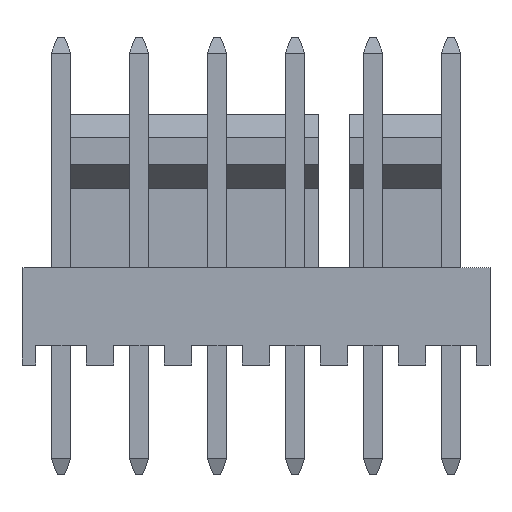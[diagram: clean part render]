
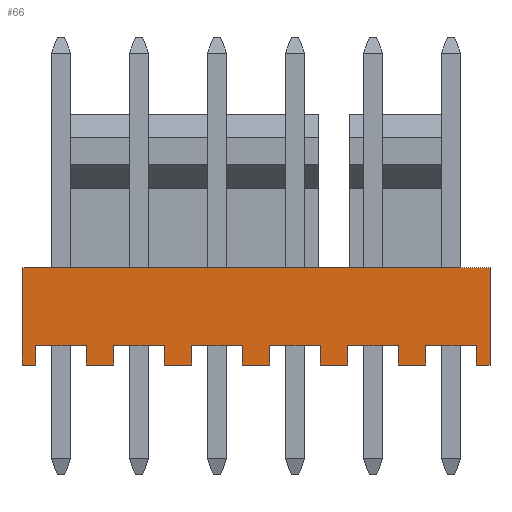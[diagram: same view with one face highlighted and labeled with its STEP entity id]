
A CAD part, top view. The second image highlights one B-rep face of the part: STEP entity #66.
In plain terms, the highlighted planar face has unit normal (0, 0, 1).
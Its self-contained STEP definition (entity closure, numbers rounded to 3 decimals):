
#66=ADVANCED_FACE('',(#243),#244,.T.);
#243=FACE_OUTER_BOUND('',#593,.T.);
#244=PLANE('',#594);
#593=EDGE_LOOP('',(#951,#952,#953,#954,#955,#956,#957,#958,#959,#960,#961,#962,#963,#964,#965,#966,#967,#968,#969,#970,#971,#972,#973,#974,#975,#976,#977,#978));
#594=AXIS2_PLACEMENT_3D('',#979,#980,#981);
#951=ORIENTED_EDGE('',*,*,#2226,.F.);
#952=ORIENTED_EDGE('',*,*,#2227,.F.);
#953=ORIENTED_EDGE('',*,*,#2228,.T.);
#954=ORIENTED_EDGE('',*,*,#2229,.T.);
#955=ORIENTED_EDGE('',*,*,#2230,.F.);
#956=ORIENTED_EDGE('',*,*,#2231,.F.);
#957=ORIENTED_EDGE('',*,*,#2232,.T.);
#958=ORIENTED_EDGE('',*,*,#2233,.T.);
#959=ORIENTED_EDGE('',*,*,#2234,.F.);
#960=ORIENTED_EDGE('',*,*,#2235,.F.);
#961=ORIENTED_EDGE('',*,*,#2236,.T.);
#962=ORIENTED_EDGE('',*,*,#2237,.T.);
#963=ORIENTED_EDGE('',*,*,#2238,.F.);
#964=ORIENTED_EDGE('',*,*,#2239,.F.);
#965=ORIENTED_EDGE('',*,*,#2240,.T.);
#966=ORIENTED_EDGE('',*,*,#2241,.T.);
#967=ORIENTED_EDGE('',*,*,#2242,.F.);
#968=ORIENTED_EDGE('',*,*,#2243,.F.);
#969=ORIENTED_EDGE('',*,*,#2244,.T.);
#970=ORIENTED_EDGE('',*,*,#2245,.T.);
#971=ORIENTED_EDGE('',*,*,#2246,.F.);
#972=ORIENTED_EDGE('',*,*,#2247,.F.);
#973=ORIENTED_EDGE('',*,*,#2248,.T.);
#974=ORIENTED_EDGE('',*,*,#2249,.F.);
#975=ORIENTED_EDGE('',*,*,#2250,.F.);
#976=ORIENTED_EDGE('',*,*,#2221,.T.);
#977=ORIENTED_EDGE('',*,*,#2251,.T.);
#978=ORIENTED_EDGE('',*,*,#2252,.T.);
#979=CARTESIAN_POINT('',(-7.62,1.588,3.099));
#980=DIRECTION('',(0.0,0.0,1.0));
#981=DIRECTION('',(1.0,-0.0,0.0));
#2221=EDGE_CURVE('',#2645,#2649,#2651,.T.);
#2226=EDGE_CURVE('',#2660,#2661,#2662,.T.);
#2227=EDGE_CURVE('',#2663,#2660,#2664,.T.);
#2228=EDGE_CURVE('',#2663,#2665,#2666,.T.);
#2229=EDGE_CURVE('',#2665,#2667,#2668,.T.);
#2230=EDGE_CURVE('',#2669,#2667,#2670,.T.);
#2231=EDGE_CURVE('',#2671,#2669,#2672,.T.);
#2232=EDGE_CURVE('',#2671,#2673,#2674,.T.);
#2233=EDGE_CURVE('',#2673,#2675,#2676,.T.);
#2234=EDGE_CURVE('',#2677,#2675,#2678,.T.);
#2235=EDGE_CURVE('',#2679,#2677,#2680,.T.);
#2236=EDGE_CURVE('',#2679,#2681,#2682,.T.);
#2237=EDGE_CURVE('',#2681,#2683,#2684,.T.);
#2238=EDGE_CURVE('',#2685,#2683,#2686,.T.);
#2239=EDGE_CURVE('',#2687,#2685,#2688,.T.);
#2240=EDGE_CURVE('',#2687,#2689,#2690,.T.);
#2241=EDGE_CURVE('',#2689,#2691,#2692,.T.);
#2242=EDGE_CURVE('',#2693,#2691,#2694,.T.);
#2243=EDGE_CURVE('',#2695,#2693,#2696,.T.);
#2244=EDGE_CURVE('',#2695,#2697,#2698,.T.);
#2245=EDGE_CURVE('',#2697,#2699,#2700,.T.);
#2246=EDGE_CURVE('',#2701,#2699,#2702,.T.);
#2247=EDGE_CURVE('',#2703,#2701,#2704,.T.);
#2248=EDGE_CURVE('',#2703,#2705,#2706,.T.);
#2249=EDGE_CURVE('',#2707,#2705,#2708,.T.);
#2250=EDGE_CURVE('',#2645,#2707,#2709,.T.);
#2251=EDGE_CURVE('',#2649,#2710,#2711,.T.);
#2252=EDGE_CURVE('',#2710,#2661,#2712,.T.);
#2645=VERTEX_POINT('',#3279);
#2649=VERTEX_POINT('',#3285);
#2651=LINE('',#3288,#3289);
#2660=VERTEX_POINT('',#3302);
#2661=VERTEX_POINT('',#3303);
#2662=LINE('',#3304,#3305);
#2663=VERTEX_POINT('',#3306);
#2664=LINE('',#3307,#3308);
#2665=VERTEX_POINT('',#3309);
#2666=LINE('',#3310,#3311);
#2667=VERTEX_POINT('',#3312);
#2668=LINE('',#3313,#3314);
#2669=VERTEX_POINT('',#3315);
#2670=LINE('',#3316,#3317);
#2671=VERTEX_POINT('',#3318);
#2672=LINE('',#3319,#3320);
#2673=VERTEX_POINT('',#3321);
#2674=LINE('',#3322,#3323);
#2675=VERTEX_POINT('',#3324);
#2676=LINE('',#3325,#3326);
#2677=VERTEX_POINT('',#3327);
#2678=LINE('',#3328,#3329);
#2679=VERTEX_POINT('',#3330);
#2680=LINE('',#3331,#3332);
#2681=VERTEX_POINT('',#3333);
#2682=LINE('',#3334,#3335);
#2683=VERTEX_POINT('',#3336);
#2684=LINE('',#3337,#3338);
#2685=VERTEX_POINT('',#3339);
#2686=LINE('',#3340,#3341);
#2687=VERTEX_POINT('',#3342);
#2688=LINE('',#3343,#3344);
#2689=VERTEX_POINT('',#3345);
#2690=LINE('',#3346,#3347);
#2691=VERTEX_POINT('',#3348);
#2692=LINE('',#3349,#3350);
#2693=VERTEX_POINT('',#3351);
#2694=LINE('',#3352,#3353);
#2695=VERTEX_POINT('',#3354);
#2696=LINE('',#3355,#3356);
#2697=VERTEX_POINT('',#3357);
#2698=LINE('',#3358,#3359);
#2699=VERTEX_POINT('',#3360);
#2700=LINE('',#3361,#3362);
#2701=VERTEX_POINT('',#3363);
#2702=LINE('',#3364,#3365);
#2703=VERTEX_POINT('',#3366);
#2704=LINE('',#3367,#3368);
#2705=VERTEX_POINT('',#3369);
#2706=LINE('',#3370,#3371);
#2707=VERTEX_POINT('',#3372);
#2708=LINE('',#3373,#3374);
#2709=LINE('',#3375,#3376);
#2710=VERTEX_POINT('',#3377);
#2711=LINE('',#3378,#3379);
#2712=LINE('',#3380,#3381);
#3279=CARTESIAN_POINT('',(-7.62,1.588,3.099));
#3285=CARTESIAN_POINT('',(-7.62,-1.588,3.099));
#3288=CARTESIAN_POINT('',(-7.62,1.588,3.099));
#3289=VECTOR('',#4305,3.175);
#3302=CARTESIAN_POINT('',(-5.525,-0.953,3.099));
#3303=CARTESIAN_POINT('',(-7.176,-0.953,3.099));
#3304=CARTESIAN_POINT('',(-5.525,-0.953,3.099));
#3305=VECTOR('',#4310,1.651);
#3306=CARTESIAN_POINT('',(-5.525,-1.588,3.099));
#3307=CARTESIAN_POINT('',(-5.525,-1.588,3.099));
#3308=VECTOR('',#4311,0.635);
#3309=CARTESIAN_POINT('',(-4.636,-1.588,3.099));
#3310=CARTESIAN_POINT('',(-5.525,-1.588,3.099));
#3311=VECTOR('',#4312,0.889);
#3312=CARTESIAN_POINT('',(-4.636,-0.953,3.099));
#3313=CARTESIAN_POINT('',(-4.636,-1.588,3.099));
#3314=VECTOR('',#4313,0.635);
#3315=CARTESIAN_POINT('',(-2.985,-0.953,3.099));
#3316=CARTESIAN_POINT('',(-2.985,-0.953,3.099));
#3317=VECTOR('',#4314,1.651);
#3318=CARTESIAN_POINT('',(-2.985,-1.588,3.099));
#3319=CARTESIAN_POINT('',(-2.985,-1.588,3.099));
#3320=VECTOR('',#4315,0.635);
#3321=CARTESIAN_POINT('',(-2.096,-1.588,3.099));
#3322=CARTESIAN_POINT('',(-2.985,-1.588,3.099));
#3323=VECTOR('',#4316,0.889);
#3324=CARTESIAN_POINT('',(-2.096,-0.953,3.099));
#3325=CARTESIAN_POINT('',(-2.096,-1.588,3.099));
#3326=VECTOR('',#4317,0.635);
#3327=CARTESIAN_POINT('',(-0.445,-0.953,3.099));
#3328=CARTESIAN_POINT('',(-0.445,-0.953,3.099));
#3329=VECTOR('',#4318,1.651);
#3330=CARTESIAN_POINT('',(-0.445,-1.588,3.099));
#3331=CARTESIAN_POINT('',(-0.445,-1.588,3.099));
#3332=VECTOR('',#4319,0.635);
#3333=CARTESIAN_POINT('',(0.445,-1.588,3.099));
#3334=CARTESIAN_POINT('',(-0.445,-1.588,3.099));
#3335=VECTOR('',#4320,0.889);
#3336=CARTESIAN_POINT('',(0.445,-0.953,3.099));
#3337=CARTESIAN_POINT('',(0.445,-1.588,3.099));
#3338=VECTOR('',#4321,0.635);
#3339=CARTESIAN_POINT('',(2.096,-0.953,3.099));
#3340=CARTESIAN_POINT('',(2.096,-0.953,3.099));
#3341=VECTOR('',#4322,1.651);
#3342=CARTESIAN_POINT('',(2.096,-1.588,3.099));
#3343=CARTESIAN_POINT('',(2.096,-1.588,3.099));
#3344=VECTOR('',#4323,0.635);
#3345=CARTESIAN_POINT('',(2.985,-1.588,3.099));
#3346=CARTESIAN_POINT('',(2.096,-1.588,3.099));
#3347=VECTOR('',#4324,0.889);
#3348=CARTESIAN_POINT('',(2.985,-0.953,3.099));
#3349=CARTESIAN_POINT('',(2.985,-1.588,3.099));
#3350=VECTOR('',#4325,0.635);
#3351=CARTESIAN_POINT('',(4.636,-0.953,3.099));
#3352=CARTESIAN_POINT('',(4.636,-0.953,3.099));
#3353=VECTOR('',#4326,1.651);
#3354=CARTESIAN_POINT('',(4.636,-1.588,3.099));
#3355=CARTESIAN_POINT('',(4.636,-1.588,3.099));
#3356=VECTOR('',#4327,0.635);
#3357=CARTESIAN_POINT('',(5.525,-1.588,3.099));
#3358=CARTESIAN_POINT('',(4.636,-1.588,3.099));
#3359=VECTOR('',#4328,0.889);
#3360=CARTESIAN_POINT('',(5.525,-0.953,3.099));
#3361=CARTESIAN_POINT('',(5.525,-1.588,3.099));
#3362=VECTOR('',#4329,0.635);
#3363=CARTESIAN_POINT('',(7.176,-0.953,3.099));
#3364=CARTESIAN_POINT('',(7.176,-0.953,3.099));
#3365=VECTOR('',#4330,1.651);
#3366=CARTESIAN_POINT('',(7.176,-1.588,3.099));
#3367=CARTESIAN_POINT('',(7.176,-1.588,3.099));
#3368=VECTOR('',#4331,0.635);
#3369=CARTESIAN_POINT('',(7.62,-1.588,3.099));
#3370=CARTESIAN_POINT('',(7.176,-1.588,3.099));
#3371=VECTOR('',#4332,0.445);
#3372=CARTESIAN_POINT('',(7.62,1.588,3.099));
#3373=CARTESIAN_POINT('',(7.62,1.588,3.099));
#3374=VECTOR('',#4333,3.175);
#3375=CARTESIAN_POINT('',(-7.62,1.588,3.099));
#3376=VECTOR('',#4334,15.24);
#3377=CARTESIAN_POINT('',(-7.176,-1.588,3.099));
#3378=CARTESIAN_POINT('',(-7.62,-1.588,3.099));
#3379=VECTOR('',#4335,0.445);
#3380=CARTESIAN_POINT('',(-7.176,-1.588,3.099));
#3381=VECTOR('',#4336,0.635);
#4305=DIRECTION('',(0.0,-1.0,0.0));
#4310=DIRECTION('',(-1.0,0.0,0.0));
#4311=DIRECTION('',(0.0,1.0,0.0));
#4312=DIRECTION('',(1.0,0.0,0.0));
#4313=DIRECTION('',(0.0,1.0,0.0));
#4314=DIRECTION('',(-1.0,0.0,0.0));
#4315=DIRECTION('',(0.0,1.0,0.0));
#4316=DIRECTION('',(1.0,0.0,0.0));
#4317=DIRECTION('',(0.0,1.0,0.0));
#4318=DIRECTION('',(-1.0,0.0,0.0));
#4319=DIRECTION('',(0.0,1.0,0.0));
#4320=DIRECTION('',(1.0,0.0,0.0));
#4321=DIRECTION('',(0.0,1.0,0.0));
#4322=DIRECTION('',(-1.0,0.0,0.0));
#4323=DIRECTION('',(0.0,1.0,0.0));
#4324=DIRECTION('',(1.0,0.0,0.0));
#4325=DIRECTION('',(0.0,1.0,0.0));
#4326=DIRECTION('',(-1.0,0.0,0.0));
#4327=DIRECTION('',(0.0,1.0,0.0));
#4328=DIRECTION('',(1.0,0.0,0.0));
#4329=DIRECTION('',(0.0,1.0,0.0));
#4330=DIRECTION('',(-1.0,0.0,0.0));
#4331=DIRECTION('',(0.0,1.0,0.0));
#4332=DIRECTION('',(1.0,0.0,0.0));
#4333=DIRECTION('',(0.0,-1.0,0.0));
#4334=DIRECTION('',(1.0,0.0,0.0));
#4335=DIRECTION('',(1.0,0.0,0.0));
#4336=DIRECTION('',(0.0,1.0,0.0));
